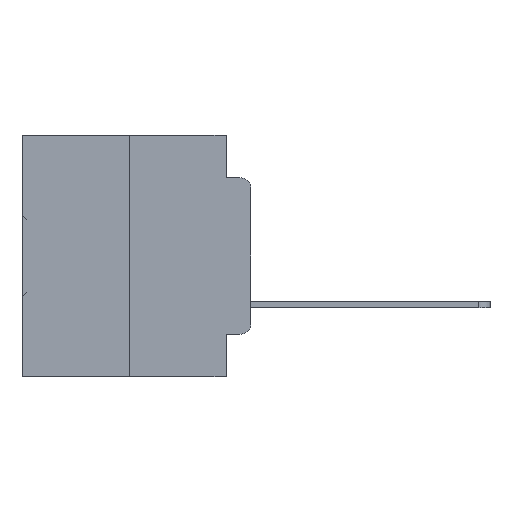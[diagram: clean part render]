
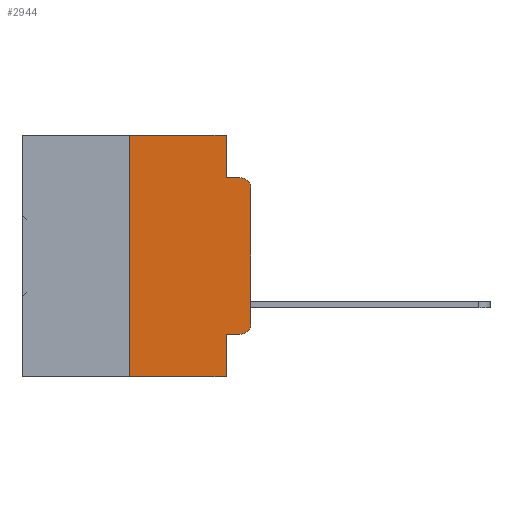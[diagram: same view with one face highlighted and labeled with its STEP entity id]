
A CAD part, left-side view. The second image highlights one B-rep face of the part: STEP entity #2944.
In plain terms, the highlighted planar face has unit normal (-1, 0, 0).
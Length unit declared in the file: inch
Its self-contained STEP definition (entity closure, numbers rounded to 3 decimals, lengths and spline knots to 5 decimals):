
#996 = DIRECTION ( 'NONE',  ( 0., 0., -1. ) ) ;
#1725 = LINE ( 'NONE', #22450, #16683 ) ;
#2586 = CARTESIAN_POINT ( 'NONE',  ( 0., 0.051, 0. ) ) ;
#2753 = VECTOR ( 'NONE', #29738, 39.37008 ) ;
#2944 = ADVANCED_FACE ( 'NONE', ( #7885 ), #21420, .F. ) ;
#3225 = VECTOR ( 'NONE', #35884, 39.37008 ) ;
#4213 = LINE ( 'NONE', #33289, #3225 ) ;
#6324 = VERTEX_POINT ( 'NONE', #30160 ) ;
#7016 = LINE ( 'NONE', #27044, #36225 ) ;
#7076 = DIRECTION ( 'NONE',  ( 0., 0., -1. ) ) ;
#7885 = FACE_OUTER_BOUND ( 'NONE', #31162, .T. ) ;
#8580 = VERTEX_POINT ( 'NONE', #33324 ) ;
#9013 = CARTESIAN_POINT ( 'NONE',  ( 0., 0., -0.1085 ) ) ;
#9033 = VERTEX_POINT ( 'NONE', #9635 ) ;
#9635 = CARTESIAN_POINT ( 'NONE',  ( 0., 0.02, -0.0885 ) ) ;
#9662 = CARTESIAN_POINT ( 'NONE',  ( 0., 0.25, 0. ) ) ;
#9842 = CARTESIAN_POINT ( 'NONE',  ( 0., 0.25, 0. ) ) ;
#9908 = VERTEX_POINT ( 'NONE', #9662 ) ;
#10000 = EDGE_CURVE ( 'NONE', #19562, #9033, #25521, .T. ) ;
#10419 = VECTOR ( 'NONE', #13786, 39.37008 ) ;
#10732 = CARTESIAN_POINT ( 'NONE',  ( 0., 0.473, 0. ) ) ;
#10945 = AXIS2_PLACEMENT_3D ( 'NONE', #15744, #24263, #7076 ) ;
#11375 = VERTEX_POINT ( 'NONE', #29171 ) ;
#12647 = EDGE_CURVE ( 'NONE', #11375, #34860, #16017, .T. ) ;
#12813 = CARTESIAN_POINT ( 'NONE',  ( 0., 0.051, -0.0885 ) ) ;
#12930 = VECTOR ( 'NONE', #34024, 39.37008 ) ;
#13786 = DIRECTION ( 'NONE',  ( 0., -1., 0. ) ) ;
#13880 = EDGE_CURVE ( 'NONE', #34860, #19562, #19886, .T. ) ;
#14034 = ORIENTED_EDGE ( 'NONE', *, *, #13880, .T. ) ;
#14241 = CARTESIAN_POINT ( 'NONE',  ( 0., 0.051, 0. ) ) ;
#15136 = EDGE_CURVE ( 'NONE', #9908, #18296, #18067, .T. ) ;
#15654 = ORIENTED_EDGE ( 'NONE', *, *, #10000, .T. ) ;
#15686 = ORIENTED_EDGE ( 'NONE', *, *, #37029, .F. ) ;
#15744 = CARTESIAN_POINT ( 'NONE',  ( 0., 0.473, 0. ) ) ;
#16017 = CIRCLE ( 'NONE', #17419, 0.02 ) ;
#16133 = CARTESIAN_POINT ( 'NONE',  ( 0., 0.02, -0.3915 ) ) ;
#16407 = CARTESIAN_POINT ( 'NONE',  ( 0., 0., -0.3915 ) ) ;
#16683 = VECTOR ( 'NONE', #25282, 39.37008 ) ;
#16796 = VERTEX_POINT ( 'NONE', #26258 ) ;
#17218 = ORIENTED_EDGE ( 'NONE', *, *, #31613, .F. ) ;
#17419 = AXIS2_PLACEMENT_3D ( 'NONE', #16133, #35690, #18967 ) ;
#17850 = ORIENTED_EDGE ( 'NONE', *, *, #15136, .F. ) ;
#18067 = LINE ( 'NONE', #10732, #10419 ) ;
#18296 = VERTEX_POINT ( 'NONE', #2586 ) ;
#18411 = EDGE_CURVE ( 'NONE', #6324, #11375, #36342, .T. ) ;
#18832 = DIRECTION ( 'NONE',  ( -1., 0., 0. ) ) ;
#18967 = DIRECTION ( 'NONE',  ( 0., 0., -1. ) ) ;
#19060 = AXIS2_PLACEMENT_3D ( 'NONE', #35558, #18832, #996 ) ;
#19135 = ORIENTED_EDGE ( 'NONE', *, *, #29757, .F. ) ;
#19388 = ORIENTED_EDGE ( 'NONE', *, *, #23888, .T. ) ;
#19425 = ORIENTED_EDGE ( 'NONE', *, *, #20295, .F. ) ;
#19525 = ORIENTED_EDGE ( 'NONE', *, *, #18411, .T. ) ;
#19562 = VERTEX_POINT ( 'NONE', #9013 ) ;
#19789 = ORIENTED_EDGE ( 'NONE', *, *, #12647, .T. ) ;
#19886 = LINE ( 'NONE', #32049, #33936 ) ;
#20295 = EDGE_CURVE ( 'NONE', #6324, #8580, #36189, .T. ) ;
#20651 = VECTOR ( 'NONE', #31891, 39.37008 ) ;
#20735 = VERTEX_POINT ( 'NONE', #12813 ) ;
#21420 = PLANE ( 'NONE',  #10945 ) ;
#22450 = CARTESIAN_POINT ( 'NONE',  ( 0., 0.051, -0.0885 ) ) ;
#23888 = EDGE_CURVE ( 'NONE', #16796, #8580, #7016, .T. ) ;
#24263 = DIRECTION ( 'NONE',  ( 1., 0., 0. ) ) ;
#25282 = DIRECTION ( 'NONE',  ( 0., -1., 0. ) ) ;
#25521 = CIRCLE ( 'NONE', #19060, 0.02 ) ;
#26258 = CARTESIAN_POINT ( 'NONE',  ( 0., 0.25, -0.5 ) ) ;
#27044 = CARTESIAN_POINT ( 'NONE',  ( 0., 0.473, -0.5 ) ) ;
#29097 = CARTESIAN_POINT ( 'NONE',  ( 0., 0.051, -0.4115 ) ) ;
#29171 = CARTESIAN_POINT ( 'NONE',  ( 0., 0.02, -0.4115 ) ) ;
#29738 = DIRECTION ( 'NONE',  ( 0., 0., 1. ) ) ;
#29757 = EDGE_CURVE ( 'NONE', #16796, #9908, #32542, .T. ) ;
#30160 = CARTESIAN_POINT ( 'NONE',  ( 0., 0.051, -0.4115 ) ) ;
#31162 = EDGE_LOOP ( 'NONE', ( #14034, #15654, #15686, #17218, #17850, #19135, #19388, #19425, #19525, #19789 ) ) ;
#31613 = EDGE_CURVE ( 'NONE', #18296, #20735, #4213, .T. ) ;
#31891 = DIRECTION ( 'NONE',  ( 0., -1., 0. ) ) ;
#32049 = CARTESIAN_POINT ( 'NONE',  ( 0., 0., 0. ) ) ;
#32542 = LINE ( 'NONE', #9842, #2753 ) ;
#32755 = DIRECTION ( 'NONE',  ( 0., -1., 0. ) ) ;
#33289 = CARTESIAN_POINT ( 'NONE',  ( 0., 0.051, 0. ) ) ;
#33324 = CARTESIAN_POINT ( 'NONE',  ( 0., 0.051, -0.5 ) ) ;
#33936 = VECTOR ( 'NONE', #34793, 39.37008 ) ;
#34024 = DIRECTION ( 'NONE',  ( 0., 0., -1. ) ) ;
#34793 = DIRECTION ( 'NONE',  ( 0., 0., 1. ) ) ;
#34860 = VERTEX_POINT ( 'NONE', #16407 ) ;
#35558 = CARTESIAN_POINT ( 'NONE',  ( 0., 0.02, -0.1085 ) ) ;
#35690 = DIRECTION ( 'NONE',  ( -1., 0., 0. ) ) ;
#35884 = DIRECTION ( 'NONE',  ( 0., 0., -1. ) ) ;
#36189 = LINE ( 'NONE', #14241, #12930 ) ;
#36225 = VECTOR ( 'NONE', #32755, 39.37008 ) ;
#36342 = LINE ( 'NONE', #29097, #20651 ) ;
#37029 = EDGE_CURVE ( 'NONE', #20735, #9033, #1725, .T. ) ;
